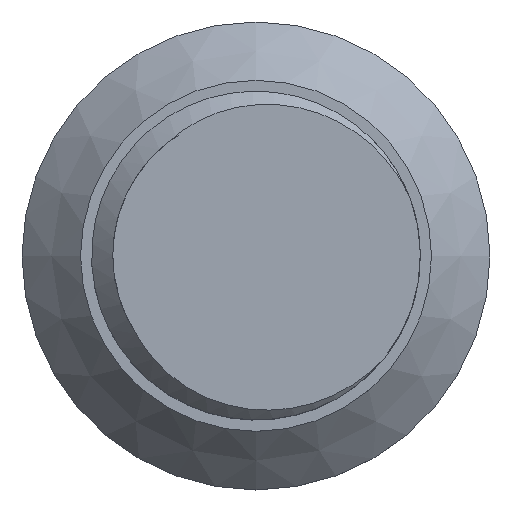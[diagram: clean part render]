
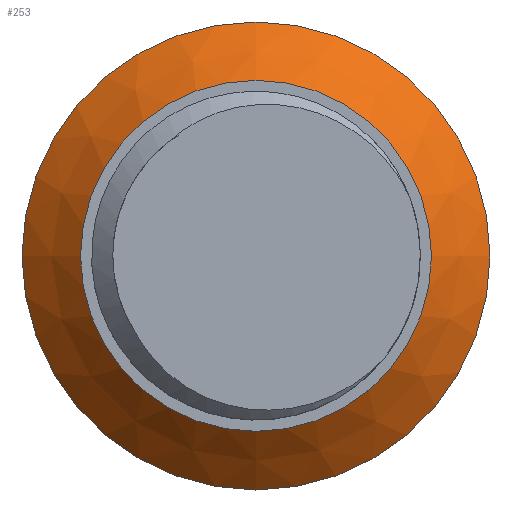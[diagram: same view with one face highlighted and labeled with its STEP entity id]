
A CAD part, top view. The second image highlights one B-rep face of the part: STEP entity #253.
In plain terms, the highlighted conical face has half-angle 45 degrees and reference radius 10 mm.
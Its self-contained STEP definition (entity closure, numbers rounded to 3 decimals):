
#190=CARTESIAN_POINT('',(10.,-125.,1.));
#191=VERTEX_POINT('',#190);
#200=CARTESIAN_POINT('',(-10.,-125.,1.));
#201=VERTEX_POINT('',#200);
#202=CARTESIAN_POINT('',(0.,-125.,1.));
#203=DIRECTION('',(-0.,-0.,1.));
#204=DIRECTION('',(-1.,0.,0.));
#205=AXIS2_PLACEMENT_3D('',#202,#203,#204);
#206=CIRCLE('',#205,10.);
#207=EDGE_CURVE('',#201,#191,#206,.T.);
#209=CARTESIAN_POINT('',(0.,-125.,1.));
#210=DIRECTION('',(-0.,-0.,1.));
#211=DIRECTION('',(-1.,0.,0.));
#212=AXIS2_PLACEMENT_3D('',#209,#210,#211);
#213=CIRCLE('',#212,10.);
#214=EDGE_CURVE('',#191,#201,#213,.T.);
#219=CARTESIAN_POINT('',(0.,-125.,1.));
#220=DIRECTION('',(0.,0.,-1.));
#221=DIRECTION('',(-1.,0.,0.));
#222=AXIS2_PLACEMENT_3D('',#219,#220,#221);
#223=CONICAL_SURFACE('',#222,10.,45.);
#224=CARTESIAN_POINT('',(-7.5,-125.,3.5));
#225=VERTEX_POINT('',#224);
#226=CARTESIAN_POINT('',(-10.,-125.,1.));
#227=DIRECTION('',(0.707,-0.,0.707));
#228=VECTOR('',#227,3.536);
#229=LINE('',#226,#228);
#230=EDGE_CURVE('',#201,#225,#229,.T.);
#231=ORIENTED_EDGE('',*,*,#230,.T.);
#232=CARTESIAN_POINT('',(7.5,-125.,3.5));
#233=VERTEX_POINT('',#232);
#234=CARTESIAN_POINT('',(0.,-125.,3.5));
#235=DIRECTION('',(0.,0.,1.));
#236=DIRECTION('',(1.,0.,-0.));
#237=AXIS2_PLACEMENT_3D('',#234,#235,#236);
#238=CIRCLE('',#237,7.5);
#239=EDGE_CURVE('',#233,#225,#238,.T.);
#240=ORIENTED_EDGE('',*,*,#239,.F.);
#241=CARTESIAN_POINT('',(0.,-125.,3.5));
#242=DIRECTION('',(0.,0.,1.));
#243=DIRECTION('',(1.,0.,-0.));
#244=AXIS2_PLACEMENT_3D('',#241,#242,#243);
#245=CIRCLE('',#244,7.5);
#246=EDGE_CURVE('',#225,#233,#245,.T.);
#247=ORIENTED_EDGE('',*,*,#246,.F.);
#248=ORIENTED_EDGE('',*,*,#230,.F.);
#249=ORIENTED_EDGE('',*,*,#207,.T.);
#250=ORIENTED_EDGE('',*,*,#214,.T.);
#251=EDGE_LOOP('',(#231,#240,#247,#248,#249,#250));
#252=FACE_BOUND('',#251,.T.);
#253=ADVANCED_FACE('',(#252),#223,.T.);
